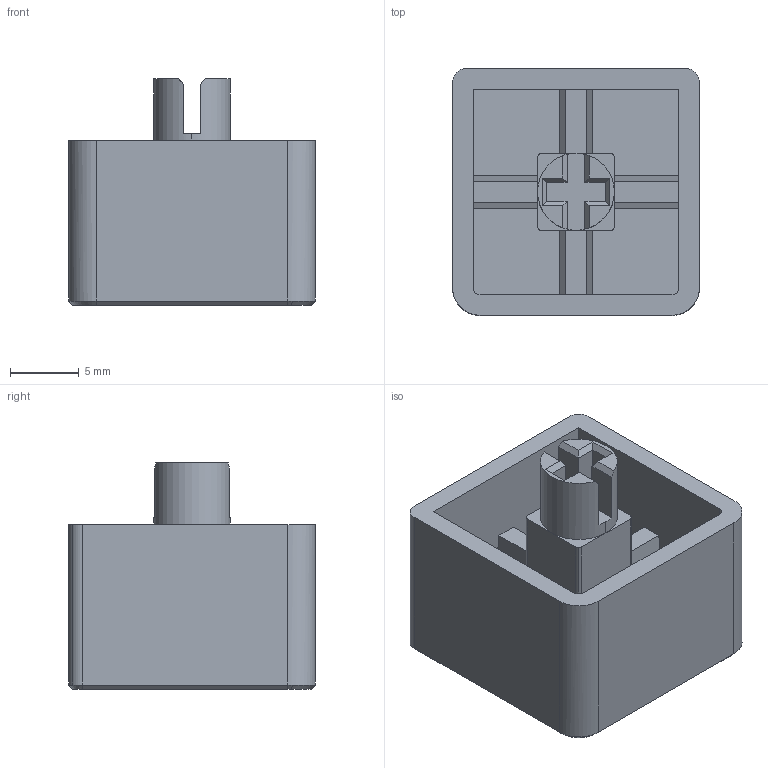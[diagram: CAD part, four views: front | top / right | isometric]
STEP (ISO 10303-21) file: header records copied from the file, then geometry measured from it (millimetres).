
FILE_DESCRIPTION(('STEP AP203'),'1');
FILE_NAME('numbar_round_stem.stp','2018-02-11T14:56:38',(' '),(' '),'Spatial InterOp 3D',' ',' ');
FILE_SCHEMA(('CONFIG_CONTROL_DESIGN'));
Length unit declared in the file: millimetre
Products named in the file (2): 1; 2
Bounding box: 18 x 18 x 16.5 mm (x, y, z)
Volume: 2069.2 mm3; surface area: 2594.2 mm2
Topology: 2 solids, 2 shells, 85 faces, 224 edges, 144 vertices
Faces by surface type: plane 59, cylinder 18, cone 8
Entity records: 2694 total; most frequent: CARTESIAN_POINT 455, DIRECTION 454, ORIENTED_EDGE 448, EDGE_CURVE 224, LINE 168, VECTOR 168, VERTEX_POINT 144, AXIS2_PLACEMENT_3D 143
